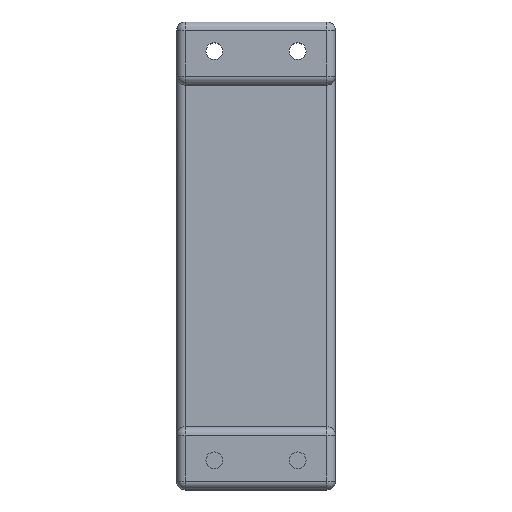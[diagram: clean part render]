
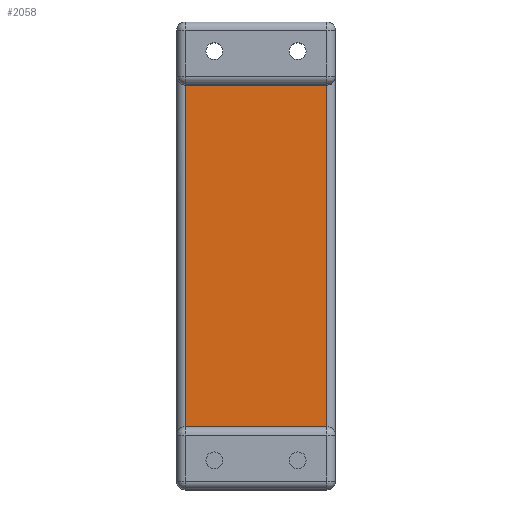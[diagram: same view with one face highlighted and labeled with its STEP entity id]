
A CAD part, top view. The second image highlights one B-rep face of the part: STEP entity #2058.
In plain terms, the highlighted planar face has unit normal (0, 0, 1).
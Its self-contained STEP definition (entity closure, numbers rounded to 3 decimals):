
#36 = VECTOR ( 'NONE', #2890, 1000. ) ;
#122 = DIRECTION ( 'NONE',  ( 0., -1., 0. ) ) ;
#131 = LINE ( 'NONE', #958, #2562 ) ;
#187 = EDGE_CURVE ( 'NONE', #1068, #619, #262, .T. ) ;
#246 = PLANE ( 'NONE',  #3221 ) ;
#262 = LINE ( 'NONE', #3401, #36 ) ;
#271 = CARTESIAN_POINT ( 'NONE',  ( 18., 3., -32. ) ) ;
#298 = EDGE_CURVE ( 'NONE', #619, #2334, #1941, .T. ) ;
#352 = VECTOR ( 'NONE', #122, 1000. ) ;
#591 = CARTESIAN_POINT ( 'NONE',  ( 18., 48.5, -32. ) ) ;
#619 = VERTEX_POINT ( 'NONE', #2976 ) ;
#646 = ORIENTED_EDGE ( 'NONE', *, *, #2800, .T. ) ;
#852 = LINE ( 'NONE', #591, #2294 ) ;
#937 = CARTESIAN_POINT ( 'NONE',  ( 18., 48.5, -32. ) ) ;
#958 = CARTESIAN_POINT ( 'NONE',  ( -28.443, 3., -32. ) ) ;
#1068 = VERTEX_POINT ( 'NONE', #937 ) ;
#1104 = DIRECTION ( 'NONE',  ( 0., 0., 1. ) ) ;
#1146 = EDGE_CURVE ( 'NONE', #2334, #3198, #131, .T. ) ;
#1334 = ORIENTED_EDGE ( 'NONE', *, *, #298, .T. ) ;
#1359 = DIRECTION ( 'NONE',  ( 0., 1., 0. ) ) ;
#1708 = CARTESIAN_POINT ( 'NONE',  ( 1., 3., -32. ) ) ;
#1857 = CARTESIAN_POINT ( 'NONE',  ( 19., -14.235, -32. ) ) ;
#1941 = LINE ( 'NONE', #1708, #352 ) ;
#2023 = DIRECTION ( 'NONE',  ( 1., 0., 0. ) ) ;
#2058 = ADVANCED_FACE ( 'NONE', ( #3158 ), #246, .T. ) ;
#2062 = EDGE_LOOP ( 'NONE', ( #2105, #1334, #2944, #646 ) ) ;
#2105 = ORIENTED_EDGE ( 'NONE', *, *, #187, .T. ) ;
#2294 = VECTOR ( 'NONE', #1359, 1000. ) ;
#2334 = VERTEX_POINT ( 'NONE', #3290 ) ;
#2562 = VECTOR ( 'NONE', #2023, 1000. ) ;
#2658 = DIRECTION ( 'NONE',  ( 1., 0., 0. ) ) ;
#2800 = EDGE_CURVE ( 'NONE', #3198, #1068, #852, .T. ) ;
#2890 = DIRECTION ( 'NONE',  ( -1., 0., 0. ) ) ;
#2944 = ORIENTED_EDGE ( 'NONE', *, *, #1146, .T. ) ;
#2976 = CARTESIAN_POINT ( 'NONE',  ( 1., 48.5, -32. ) ) ;
#3158 = FACE_OUTER_BOUND ( 'NONE', #2062, .T. ) ;
#3198 = VERTEX_POINT ( 'NONE', #271 ) ;
#3221 = AXIS2_PLACEMENT_3D ( 'NONE', #1857, #1104, #2658 ) ;
#3290 = CARTESIAN_POINT ( 'NONE',  ( 1., 3., -32. ) ) ;
#3401 = CARTESIAN_POINT ( 'NONE',  ( 0., 48.5, -32. ) ) ;
